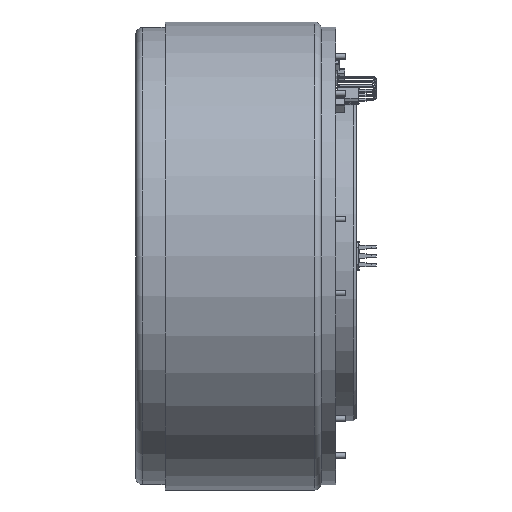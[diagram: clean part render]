
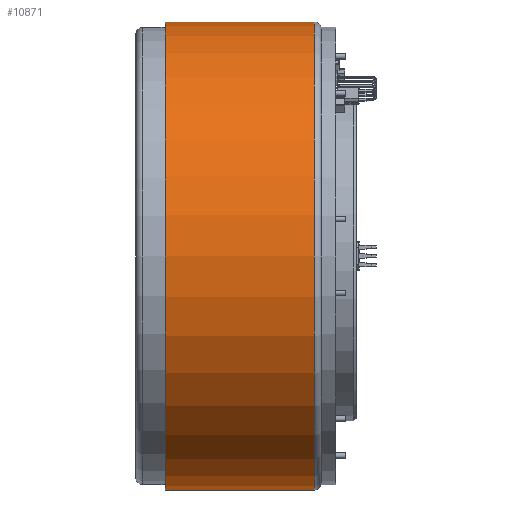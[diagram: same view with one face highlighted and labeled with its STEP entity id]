
A CAD part, front view. The second image highlights one B-rep face of the part: STEP entity #10871.
In plain terms, the highlighted cylindrical face has radius 34.15 mm (diameter 68.3 mm), a full revolution.
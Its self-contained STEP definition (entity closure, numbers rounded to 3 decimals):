
#806=FACE_OUTER_BOUND('',#1351,.T.);
#1351=EDGE_LOOP('',(#7430,#7431,#7432,#7433,#7434,#7435,#7436));
#2056=LINE('',#16359,#3016);
#3016=VECTOR('',#13082,34.15);
#4001=CIRCLE('',#11694,34.15);
#4002=CIRCLE('',#11695,34.15);
#4003=CIRCLE('',#11696,34.15);
#4024=CIRCLE('',#11725,34.15);
#4025=CIRCLE('',#11726,34.15);
#4608=VERTEX_POINT('',#16300);
#4609=VERTEX_POINT('',#16302);
#4610=VERTEX_POINT('',#16304);
#4628=VERTEX_POINT('',#16354);
#4629=VERTEX_POINT('',#16355);
#5738=EDGE_CURVE('',#4608,#4609,#4001,.T.);
#5739=EDGE_CURVE('',#4609,#4610,#4002,.T.);
#5740=EDGE_CURVE('',#4610,#4608,#4003,.T.);
#5763=EDGE_CURVE('',#4628,#4629,#4024,.T.);
#5764=EDGE_CURVE('',#4629,#4628,#4025,.T.);
#5765=EDGE_CURVE('',#4610,#4629,#2056,.T.);
#7430=ORIENTED_EDGE('',*,*,#5739,.F.);
#7431=ORIENTED_EDGE('',*,*,#5738,.F.);
#7432=ORIENTED_EDGE('',*,*,#5740,.F.);
#7433=ORIENTED_EDGE('',*,*,#5765,.T.);
#7434=ORIENTED_EDGE('',*,*,#5764,.T.);
#7435=ORIENTED_EDGE('',*,*,#5763,.T.);
#7436=ORIENTED_EDGE('',*,*,#5765,.F.);
#10393=CYLINDRICAL_SURFACE('',#11727,34.15);
#10871=ADVANCED_FACE('',(#806),#10393,.T.);
#11694=AXIS2_PLACEMENT_3D('',#16303,#13012,#13013);
#11695=AXIS2_PLACEMENT_3D('',#16305,#13014,#13015);
#11696=AXIS2_PLACEMENT_3D('',#16306,#13016,#13017);
#11725=AXIS2_PLACEMENT_3D('',#16356,#13076,#13077);
#11726=AXIS2_PLACEMENT_3D('',#16357,#13078,#13079);
#11727=AXIS2_PLACEMENT_3D('',#16358,#13080,#13081);
#13012=DIRECTION('center_axis',(0.,1.,0.));
#13013=DIRECTION('ref_axis',(1.,0.,0.));
#13014=DIRECTION('center_axis',(0.,1.,0.));
#13015=DIRECTION('ref_axis',(1.,0.,0.));
#13016=DIRECTION('center_axis',(0.,1.,0.));
#13017=DIRECTION('ref_axis',(1.,0.,0.));
#13076=DIRECTION('center_axis',(0.,1.,0.));
#13077=DIRECTION('ref_axis',(1.,0.,0.));
#13078=DIRECTION('center_axis',(0.,1.,0.));
#13079=DIRECTION('ref_axis',(1.,0.,0.));
#13080=DIRECTION('center_axis',(0.,1.,0.));
#13081=DIRECTION('ref_axis',(-1.,0.,0.));
#13082=DIRECTION('',(0.,-1.,0.));
#16300=CARTESIAN_POINT('',(0.,26.1,-34.15));
#16302=CARTESIAN_POINT('',(-34.15,26.1,0.));
#16303=CARTESIAN_POINT('Origin',(0.,26.1,0.));
#16304=CARTESIAN_POINT('',(34.15,26.1,0.));
#16305=CARTESIAN_POINT('Origin',(0.,26.1,0.));
#16306=CARTESIAN_POINT('Origin',(0.,26.1,0.));
#16354=CARTESIAN_POINT('',(-34.15,4.3,0.));
#16355=CARTESIAN_POINT('',(34.15,4.3,0.));
#16356=CARTESIAN_POINT('Origin',(0.,4.3,0.));
#16357=CARTESIAN_POINT('Origin',(0.,4.3,0.));
#16358=CARTESIAN_POINT('Origin',(0.,15.2,0.));
#16359=CARTESIAN_POINT('',(34.15,15.2,0.));
